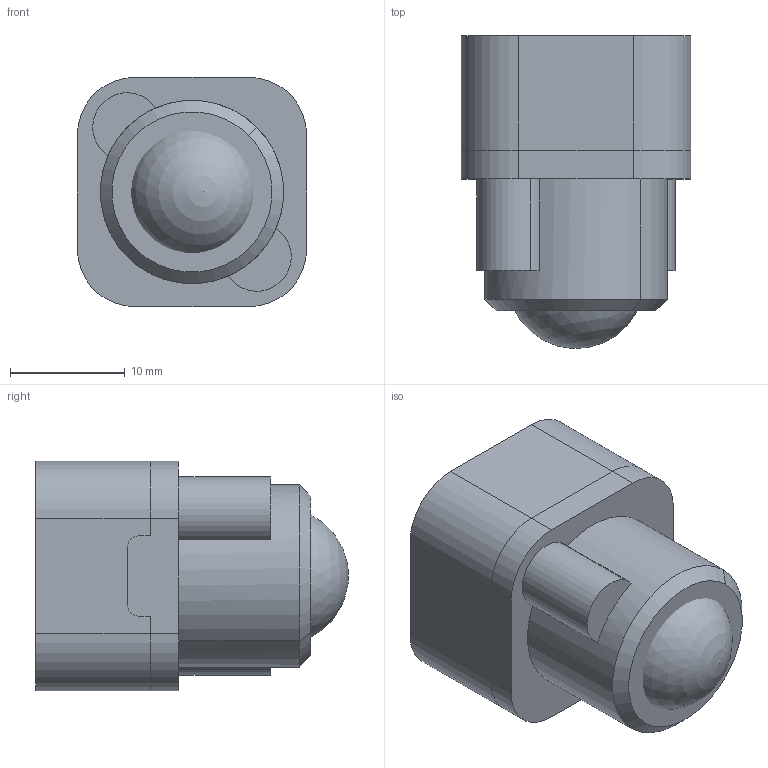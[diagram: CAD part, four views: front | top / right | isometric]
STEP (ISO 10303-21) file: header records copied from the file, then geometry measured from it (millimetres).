
FILE_DESCRIPTION (( 'STEP AP214' ), '1' );
FILE_NAME ('CWbeta.stp', '2019-05-19T11:37:39', ( '' ), ( '' ), 'SwSTEP 2.0', 'SolidWorks 2019', '' );
FILE_SCHEMA (( 'AUTOMOTIVE_DESIGN' ));
Length unit declared in the file: millimetre
Products named in the file (8): caster_ball.stp; caster_body.stp; Screws^CWbeta; CWpA.stp; CWpA; CWbA_2; CWbeta; CWbA_1
Assembly tree (7 placements, depth 4):
  CWbeta
    CWbA_1
    CWpA
      CWpA.stp
        caster_ball.stp
        caster_body.stp
    CWbA_2
    Screws^CWbeta
Bounding box: 20 x 27.29 x 20 mm (x, y, z)
Volume: 5700.8 mm3; surface area: 6397.5 mm2
Topology: 6 solids, 6 shells, 451 faces, 1290 edges, 857 vertices
Faces by surface type: cylinder 293, plane 146, cone 10, sphere 2
Entity records: 15312 total; most frequent: DIRECTION 2841, CARTESIAN_POINT 2602, ORIENTED_EDGE 2570, EDGE_CURVE 1285, AXIS2_PLACEMENT_3D 1093, VERTEX_POINT 854, LINE 655, VECTOR 655
